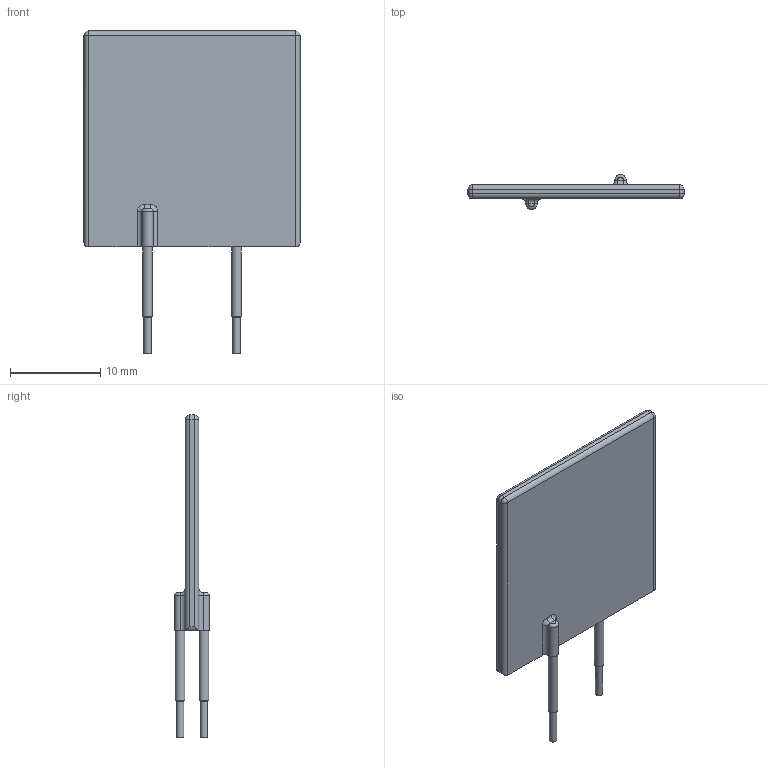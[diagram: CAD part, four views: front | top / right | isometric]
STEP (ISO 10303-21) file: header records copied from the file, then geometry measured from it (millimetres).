
FILE_DESCRIPTION(('FreeCAD Model'),'2;1');
FILE_NAME('fuse-MF-R1100.step', '2014-12-26T18:29:57',('FreeCAD'),('FreeCAD'), 'Open CASCADE STEP processor 6.7','FreeCAD','Unknown');
FILE_SCHEMA(('AUTOMOTIVE_DESIGN_CC2 { 1 2 10303 214 -1 1 5 4 }'));
Length unit declared in the file: millimetre
Products named in the file (1): fuse-MF-R1100-final
Bounding box: 24 x 3.9 x 35.78 mm (x, y, z)
Volume: 886.1 mm3; surface area: 1351.8 mm2
Topology: 1 solids, 1 shells, 54 faces, 118 edges, 66 vertices
Faces by surface type: cylinder 26, plane 16, torus 8, sphere 4
Full cylindrical faces by diameter (mm): 0.8 x2, 1.06 x2
Entity records: 3348 total; most frequent: CARTESIAN_POINT 653, DIRECTION 441, ORIENTED_EDGE 228, PCURVE 228, DEFINITIONAL_REPRESENTATION 228, LINE 208, VECTOR 208, EDGE_CURVE 114
